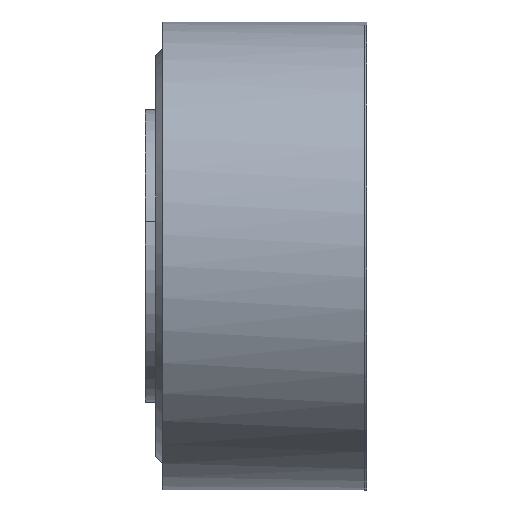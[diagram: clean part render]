
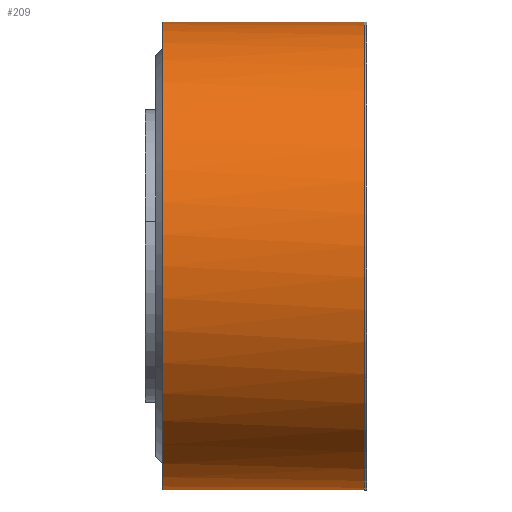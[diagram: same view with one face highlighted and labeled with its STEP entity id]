
A CAD part, left-side view. The second image highlights one B-rep face of the part: STEP entity #209.
In plain terms, the highlighted free-form (B-spline) face has degree [2, 1] with [5, 2] control points.
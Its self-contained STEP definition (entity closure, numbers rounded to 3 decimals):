
#166 = VERTEX_POINT('',#167);
#167 = CARTESIAN_POINT('',(-2.012,12.958,
    51.326));
#168 = VERTEX_POINT('',#169);
#169 = CARTESIAN_POINT('',(-2.012,12.958,
    -39.808));
#177 = EDGE_CURVE('',#166,#178,#180,.T.);
#178 = VERTEX_POINT('',#179);
#179 = CARTESIAN_POINT('',(-2.012,-26.338,
    51.326));
#180 = B_SPLINE_CURVE_WITH_KNOTS('',1,(#181,#182),.UNSPECIFIED.,.F.,.F.,
  (2,2),(-0.,48.25),.PIECEWISE_BEZIER_KNOTS.);
#181 = CARTESIAN_POINT('',(-2.012,12.958,
    51.326));
#182 = CARTESIAN_POINT('',(-2.012,-26.338,
    51.326));
#185 = VERTEX_POINT('',#186);
#186 = CARTESIAN_POINT('',(-2.012,-26.338,
    -39.808));
#194 = EDGE_CURVE('',#168,#185,#195,.T.);
#195 = B_SPLINE_CURVE_WITH_KNOTS('',1,(#196,#197),.UNSPECIFIED.,.F.,.F.,
  (2,2),(-0.,48.25),.PIECEWISE_BEZIER_KNOTS.);
#196 = CARTESIAN_POINT('',(-2.012,12.958,
    -39.808));
#197 = CARTESIAN_POINT('',(-2.012,-26.338,
    -39.808));
#209 = ADVANCED_FACE('',(#210),#230,.T.);
#210 = FACE_BOUND('',#211,.T.);
#211 = EDGE_LOOP('',(#212,#213,#221,#222));
#212 = ORIENTED_EDGE('',*,*,#177,.F.);
#213 = ORIENTED_EDGE('',*,*,#214,.F.);
#214 = EDGE_CURVE('',#168,#166,#215,.T.);
#215 = ( BOUNDED_CURVE() B_SPLINE_CURVE(2,(#216,#217,#218,#219,#220),
.UNSPECIFIED.,.F.,.F.) B_SPLINE_CURVE_WITH_KNOTS((3,2,3),(1.571
,3.142,4.712),.PIECEWISE_BEZIER_KNOTS.) CURVE() 
GEOMETRIC_REPRESENTATION_ITEM() RATIONAL_B_SPLINE_CURVE((1.,
0.707,1.,0.707,1.)) REPRESENTATION_ITEM('') );
#216 = CARTESIAN_POINT('',(-2.012,12.958,
    -39.808));
#217 = CARTESIAN_POINT('',(-47.579,12.958,
    -39.808));
#218 = CARTESIAN_POINT('',(-47.579,12.958,5.759
    ));
#219 = CARTESIAN_POINT('',(-47.579,12.958,
    51.326));
#220 = CARTESIAN_POINT('',(-2.012,12.958,
    51.326));
#221 = ORIENTED_EDGE('',*,*,#194,.T.);
#222 = ORIENTED_EDGE('',*,*,#223,.F.);
#223 = EDGE_CURVE('',#178,#185,#224,.T.);
#224 = ( BOUNDED_CURVE() B_SPLINE_CURVE(2,(#225,#226,#227,#228,#229),
.UNSPECIFIED.,.F.,.F.) B_SPLINE_CURVE_WITH_KNOTS((3,2,3),(3.142,
4.712,6.283),.PIECEWISE_BEZIER_KNOTS.) CURVE() 
GEOMETRIC_REPRESENTATION_ITEM() RATIONAL_B_SPLINE_CURVE((1.,
0.707,1.,0.707,1.)) REPRESENTATION_ITEM('') );
#225 = CARTESIAN_POINT('',(-2.012,-26.338,
    51.326));
#226 = CARTESIAN_POINT('',(-47.579,-26.338,
    51.326));
#227 = CARTESIAN_POINT('',(-47.579,-26.338,
    5.759));
#228 = CARTESIAN_POINT('',(-47.579,-26.338,
    -39.808));
#229 = CARTESIAN_POINT('',(-2.012,-26.338,
    -39.808));
#230 = ( BOUNDED_SURFACE() B_SPLINE_SURFACE(2,1,(
    (#231,#232)
    ,(#233,#234)
    ,(#235,#236)
    ,(#237,#238)
,(#239,#240
    )),.UNSPECIFIED.,.F.,.F.,.F.) B_SPLINE_SURFACE_WITH_KNOTS((3,2,3),(2
    ,2),(3.142,4.712,6.283),(0.,48.25),
.PIECEWISE_BEZIER_KNOTS.) GEOMETRIC_REPRESENTATION_ITEM() 
RATIONAL_B_SPLINE_SURFACE((
    (1.,1.)
    ,(0.707,0.707)
    ,(1.,1.)
    ,(0.707,0.707)
,(1.,1.))) REPRESENTATION_ITEM('') SURFACE() );
#231 = CARTESIAN_POINT('',(-2.012,12.958,
    51.326));
#232 = CARTESIAN_POINT('',(-2.012,-26.338,
    51.326));
#233 = CARTESIAN_POINT('',(-47.579,12.958,
    51.326));
#234 = CARTESIAN_POINT('',(-47.579,-26.338,
    51.326));
#235 = CARTESIAN_POINT('',(-47.579,12.958,5.759
    ));
#236 = CARTESIAN_POINT('',(-47.579,-26.338,
    5.759));
#237 = CARTESIAN_POINT('',(-47.579,12.958,
    -39.808));
#238 = CARTESIAN_POINT('',(-47.579,-26.338,
    -39.808));
#239 = CARTESIAN_POINT('',(-2.012,12.958,
    -39.808));
#240 = CARTESIAN_POINT('',(-2.012,-26.338,
    -39.808));
